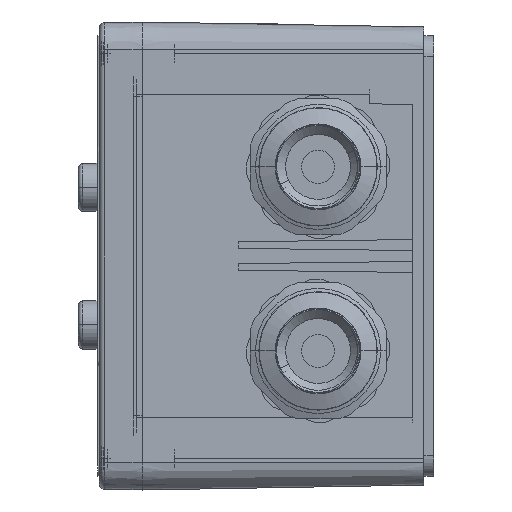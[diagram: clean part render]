
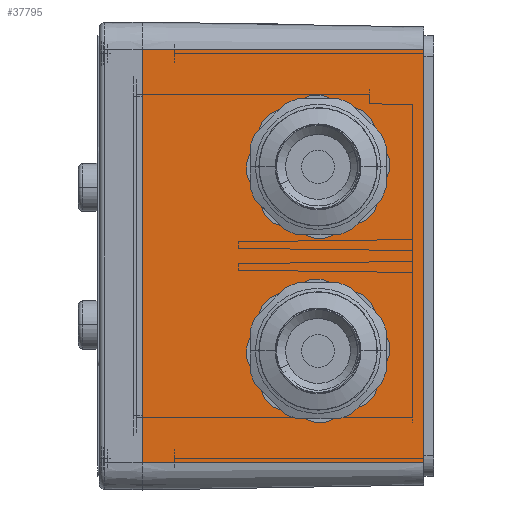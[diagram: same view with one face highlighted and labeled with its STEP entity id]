
A CAD part, left-side view. The second image highlights one B-rep face of the part: STEP entity #37795.
In plain terms, the highlighted face is planar.
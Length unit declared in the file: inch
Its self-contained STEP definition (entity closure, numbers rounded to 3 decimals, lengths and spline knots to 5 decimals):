
#2742 = CARTESIAN_POINT ( 'NONE',  ( 0.3725, 1.05, 2.88711 ) ) ;
#2943 = DIRECTION ( 'NONE',  ( 0., -1., -0.017 ) ) ;
#3222 = VERTEX_POINT ( 'NONE', #15356 ) ;
#5612 = LINE ( 'NONE', #18710, #64048 ) ;
#5691 = DIRECTION ( 'NONE',  ( 0., 1., 0.017 ) ) ;
#5758 = EDGE_CURVE ( 'NONE', #31170, #3222, #47337, .T. ) ;
#5797 = LINE ( 'NONE', #30758, #35109 ) ;
#6337 = ORIENTED_EDGE ( 'NONE', *, *, #25254, .F. ) ;
#7128 = VERTEX_POINT ( 'NONE', #55456 ) ;
#7299 = VERTEX_POINT ( 'NONE', #35050 ) ;
#8304 = ORIENTED_EDGE ( 'NONE', *, *, #32342, .T. ) ;
#8480 = FACE_BOUND ( 'NONE', #71032, .T. ) ;
#10126 = CARTESIAN_POINT ( 'NONE',  ( -0.4275, 1.05, 2.88711 ) ) ;
#13202 = ORIENTED_EDGE ( 'NONE', *, *, #61655, .F. ) ;
#13926 = VERTEX_POINT ( 'NONE', #19421 ) ;
#15356 = CARTESIAN_POINT ( 'NONE',  ( -1.876, 0.09, 2.87035 ) ) ;
#15460 = DIRECTION ( 'NONE',  ( 0., -0.017, 1. ) ) ;
#16796 = EDGE_LOOP ( 'NONE', ( #8304, #60996, #30582, #49055 ) ) ;
#18710 = CARTESIAN_POINT ( 'NONE',  ( 1.876, 2.648, 2.915 ) ) ;
#19421 = CARTESIAN_POINT ( 'NONE',  ( -1.876, 2.648, 2.915 ) ) ;
#20637 = CARTESIAN_POINT ( 'NONE',  ( 1.2475, 1.05, 2.88711 ) ) ;
#21640 = CARTESIAN_POINT ( 'NONE',  ( -1.3025, 0.175, 2.87183 ) ) ;
#22219 = FACE_BOUND ( 'NONE', #68456, .T. ) ;
#22413 = CARTESIAN_POINT ( 'NONE',  ( 0.3725, 0.175, 2.87183 ) ) ;
#23248 = EDGE_CURVE ( 'NONE', #29491, #7128, #54433, .T. ) ;
#24079 = LINE ( 'NONE', #40910, #70613 ) ;
#25254 = EDGE_CURVE ( 'NONE', #7299, #54400, #55785, .T. ) ;
#28459 = CARTESIAN_POINT ( 'NONE',  ( -0.4275, 1.925, 2.90238 ) ) ;
#29491 = VERTEX_POINT ( 'NONE', #73169 ) ;
#30582 = ORIENTED_EDGE ( 'NONE', *, *, #32190, .F. ) ;
#30758 = CARTESIAN_POINT ( 'NONE',  ( 1.876, 2.648, 2.915 ) ) ;
#31170 = VERTEX_POINT ( 'NONE', #73599 ) ;
#32190 = EDGE_CURVE ( 'NONE', #3222, #13926, #24079, .T. ) ;
#32342 = EDGE_CURVE ( 'NONE', #31170, #39984, #5797, .T. ) ;
#32580 = CARTESIAN_POINT ( 'NONE',  ( 1.876, 2.648, 2.915 ) ) ;
#33871 = CARTESIAN_POINT ( 'NONE',  ( -0.4275, 0.175, 2.87183 ) ) ;
#34083 =( BOUNDED_CURVE ( )  B_SPLINE_CURVE ( 3, ( #51929, #28459, #46513, #48074 ),
 .UNSPECIFIED., .F., .T. ) 
 B_SPLINE_CURVE_WITH_KNOTS ( ( 4, 4 ),
 ( 4.71239, 7.85398 ),
 .UNSPECIFIED. ) 
 CURVE ( )  GEOMETRIC_REPRESENTATION_ITEM ( )  RATIONAL_B_SPLINE_CURVE ( ( 1., 0.333, 0.333, 1. ) ) 
 REPRESENTATION_ITEM ( '' )  );
#34677 = CARTESIAN_POINT ( 'NONE',  ( 1.2475, 1.05, 2.88711 ) ) ;
#35050 = CARTESIAN_POINT ( 'NONE',  ( -1.3025, 1.05, 2.88711 ) ) ;
#35109 = VECTOR ( 'NONE', #42409, 39.37008 ) ;
#37795 = ADVANCED_FACE ( 'NONE', ( #8480, #22219, #49536 ), #44453, .T. ) ;
#39737 = CARTESIAN_POINT ( 'NONE',  ( 1.876, 0.09, 2.87035 ) ) ;
#39984 = VERTEX_POINT ( 'NONE', #45275 ) ;
#39987 = CARTESIAN_POINT ( 'NONE',  ( 0.3725, 1.05, 2.88711 ) ) ;
#40910 = CARTESIAN_POINT ( 'NONE',  ( -1.876, 2.648, 2.915 ) ) ;
#42409 = DIRECTION ( 'NONE',  ( 0., 1., 0.017 ) ) ;
#43621 = VECTOR ( 'NONE', #74428, 39.37008 ) ;
#44453 = PLANE ( 'NONE',  #69518 ) ;
#45275 = CARTESIAN_POINT ( 'NONE',  ( 1.876, 2.648, 2.915 ) ) ;
#46513 = CARTESIAN_POINT ( 'NONE',  ( -1.3025, 1.925, 2.90238 ) ) ;
#47337 = LINE ( 'NONE', #39737, #43621 ) ;
#48074 = CARTESIAN_POINT ( 'NONE',  ( -1.3025, 1.05, 2.88711 ) ) ;
#49055 = ORIENTED_EDGE ( 'NONE', *, *, #5758, .F. ) ;
#49536 = FACE_OUTER_BOUND ( 'NONE', #16796, .T. ) ;
#51197 = CARTESIAN_POINT ( 'NONE',  ( -1.3025, 1.05, 2.88711 ) ) ;
#51929 = CARTESIAN_POINT ( 'NONE',  ( -0.4275, 1.05, 2.88711 ) ) ;
#52446 = EDGE_CURVE ( 'NONE', #39984, #13926, #5612, .T. ) ;
#53266 = CARTESIAN_POINT ( 'NONE',  ( -0.4275, 1.05, 2.88711 ) ) ;
#54400 = VERTEX_POINT ( 'NONE', #53266 ) ;
#54433 =( BOUNDED_CURVE ( )  B_SPLINE_CURVE ( 3, ( #39987, #22413, #63181, #34677 ),
 .UNSPECIFIED., .F., .F. ) 
 B_SPLINE_CURVE_WITH_KNOTS ( ( 4, 4 ),
 ( 1.5708, 4.71239 ),
 .UNSPECIFIED. ) 
 CURVE ( )  GEOMETRIC_REPRESENTATION_ITEM ( )  RATIONAL_B_SPLINE_CURVE ( ( 1., 0.333, 0.333, 1. ) ) 
 REPRESENTATION_ITEM ( '' )  );
#55456 = CARTESIAN_POINT ( 'NONE',  ( 1.2475, 1.05, 2.88711 ) ) ;
#55590 = CARTESIAN_POINT ( 'NONE',  ( 1.2475, 1.925, 2.90238 ) ) ;
#55785 =( BOUNDED_CURVE ( )  B_SPLINE_CURVE ( 3, ( #51197, #21640, #33871, #10126 ),
 .UNSPECIFIED., .F., .F. ) 
 B_SPLINE_CURVE_WITH_KNOTS ( ( 4, 4 ),
 ( 1.5708, 4.71239 ),
 .UNSPECIFIED. ) 
 CURVE ( )  GEOMETRIC_REPRESENTATION_ITEM ( )  RATIONAL_B_SPLINE_CURVE ( ( 1., 0.333, 0.333, 1. ) ) 
 REPRESENTATION_ITEM ( '' )  );
#59229 = ORIENTED_EDGE ( 'NONE', *, *, #63928, .F. ) ;
#59729 = DIRECTION ( 'NONE',  ( -1., 0., 0. ) ) ;
#60996 = ORIENTED_EDGE ( 'NONE', *, *, #52446, .T. ) ;
#61655 = EDGE_CURVE ( 'NONE', #54400, #7299, #34083, .T. ) ;
#63181 = CARTESIAN_POINT ( 'NONE',  ( 1.2475, 0.175, 2.87183 ) ) ;
#63928 = EDGE_CURVE ( 'NONE', #7128, #29491, #68159, .T. ) ;
#64048 = VECTOR ( 'NONE', #59729, 39.37008 ) ;
#68159 =( BOUNDED_CURVE ( )  B_SPLINE_CURVE ( 3, ( #20637, #55590, #72405, #2742 ),
 .UNSPECIFIED., .F., .F. ) 
 B_SPLINE_CURVE_WITH_KNOTS ( ( 4, 4 ),
 ( 4.71239, 7.85398 ),
 .UNSPECIFIED. ) 
 CURVE ( )  GEOMETRIC_REPRESENTATION_ITEM ( )  RATIONAL_B_SPLINE_CURVE ( ( 1., 0.333, 0.333, 1. ) ) 
 REPRESENTATION_ITEM ( '' )  );
#68456 = EDGE_LOOP ( 'NONE', ( #13202, #6337 ) ) ;
#69518 = AXIS2_PLACEMENT_3D ( 'NONE', #32580, #15460, #2943 ) ;
#70609 = ORIENTED_EDGE ( 'NONE', *, *, #23248, .F. ) ;
#70613 = VECTOR ( 'NONE', #5691, 39.37008 ) ;
#71032 = EDGE_LOOP ( 'NONE', ( #59229, #70609 ) ) ;
#72405 = CARTESIAN_POINT ( 'NONE',  ( 0.3725, 1.925, 2.90238 ) ) ;
#73169 = CARTESIAN_POINT ( 'NONE',  ( 0.3725, 1.05, 2.88711 ) ) ;
#73599 = CARTESIAN_POINT ( 'NONE',  ( 1.876, 0.09, 2.87035 ) ) ;
#74428 = DIRECTION ( 'NONE',  ( -1., 0., 0. ) ) ;
